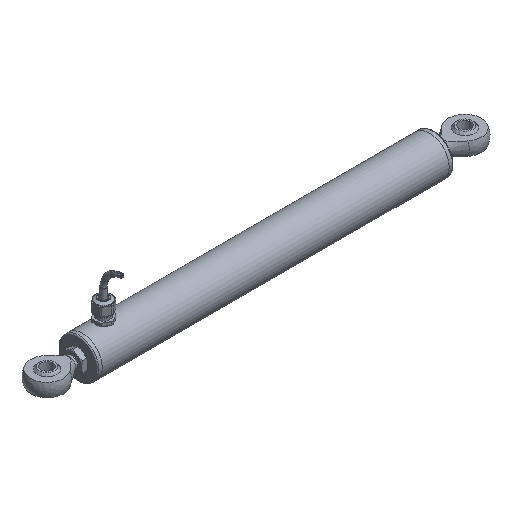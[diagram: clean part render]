
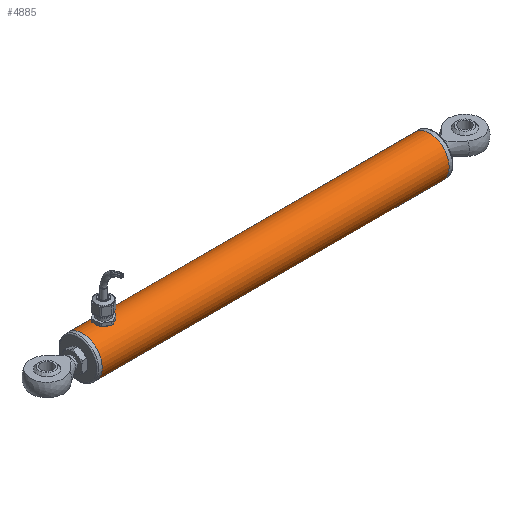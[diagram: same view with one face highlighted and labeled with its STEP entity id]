
A CAD part, isometric view. The second image highlights one B-rep face of the part: STEP entity #4885.
In plain terms, the highlighted cylindrical face has radius 13.335 mm (diameter 26.67 mm), a full revolution.
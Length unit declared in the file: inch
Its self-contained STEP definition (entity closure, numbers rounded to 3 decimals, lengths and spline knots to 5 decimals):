
#110 = DIRECTION ( 'NONE',  ( -1., 0., 0. ) ) ;
#202 = VERTEX_POINT ( 'NONE', #6936 ) ;
#248 = CARTESIAN_POINT ( 'NONE',  ( -3.95389, 0.13298, 0.50788 ) ) ;
#302 = DIRECTION ( 'NONE',  ( 0., -1., 0. ) ) ;
#370 = CARTESIAN_POINT ( 'NONE',  ( -4.0065, 0.1295, 0.50878 ) ) ;
#495 = CARTESIAN_POINT ( 'NONE',  ( -4.03096, -0.12025, 0.51106 ) ) ;
#558 = CARTESIAN_POINT ( 'NONE',  ( -3.85457, -0.06749, 0.5209 ) ) ;
#1258 = EDGE_LOOP ( 'NONE', ( #4419 ) ) ;
#1313 = CARTESIAN_POINT ( 'NONE',  ( -3.912, -0.12023, 0.51106 ) ) ;
#1433 = CARTESIAN_POINT ( 'NONE',  ( -4.03883, 0.11602, 0.51204 ) ) ;
#1503 = CARTESIAN_POINT ( 'NONE',  ( -4.07858, 0.08221, 0.51868 ) ) ;
#1629 = CIRCLE ( 'NONE', #3292, 0.525 ) ;
#2175 = CARTESIAN_POINT ( 'NONE',  ( -3.85125, 0.05945, 0.52169 ) ) ;
#2184 = DIRECTION ( 'NONE',  ( 1., 0., 0. ) ) ;
#2243 = CARTESIAN_POINT ( 'NONE',  ( -4.5315, 0., 0. ) ) ;
#2300 = CARTESIAN_POINT ( 'NONE',  ( -4.09853, 0.04312, 0.52329 ) ) ;
#2360 = CARTESIAN_POINT ( 'NONE',  ( -4.05316, -0.10643, 0.51412 ) ) ;
#2410 = CARTESIAN_POINT ( 'NONE',  ( -4.10449, 0.01756, 0.52478 ) ) ;
#2476 = CARTESIAN_POINT ( 'NONE',  ( -3.92815, -0.12695, 0.50943 ) ) ;
#2561 = EDGE_CURVE ( 'NONE', #202, #202, #1629, .T. ) ;
#2896 = CIRCLE ( 'NONE', #3717, 0.525 ) ;
#3012 = CARTESIAN_POINT ( 'NONE',  ( -3.87071, 0.08851, 0.51752 ) ) ;
#3046 = EDGE_LOOP ( 'NONE', ( #10436 ) ) ;
#3145 = CARTESIAN_POINT ( 'NONE',  ( -3.86518, 0.0818, 0.51864 ) ) ;
#3171 = CYLINDRICAL_SURFACE ( 'NONE', #11725, 0.525 ) ;
#3204 = CARTESIAN_POINT ( 'NONE',  ( -3.83851, -0.01756, 0.52478 ) ) ;
#3292 = AXIS2_PLACEMENT_3D ( 'NONE', #2243, #2184, #9112 ) ;
#3331 = CARTESIAN_POINT ( 'NONE',  ( -4.10103, -0.03489, 0.52391 ) ) ;
#3394 = CARTESIAN_POINT ( 'NONE',  ( -4.06, -0.1008, 0.51527 ) ) ;
#3451 = CARTESIAN_POINT ( 'NONE',  ( -3.96261, -0.13386, 0.50765 ) ) ;
#3511 = CARTESIAN_POINT ( 'NONE',  ( -3.86442, -0.08221, 0.51868 ) ) ;
#3717 = AXIS2_PLACEMENT_3D ( 'NONE', #12065, #110, #302 ) ;
#4200 = CARTESIAN_POINT ( 'NONE',  ( -3.93674, 0.12956, 0.50877 ) ) ;
#4388 = CARTESIAN_POINT ( 'NONE',  ( -3.84447, -0.04311, 0.52329 ) ) ;
#4419 = ORIENTED_EDGE ( 'NONE', *, *, #9011, .T. ) ;
#4440 = CARTESIAN_POINT ( 'NONE',  ( -4.10449, -0.0176, 0.52478 ) ) ;
#4466 = DIRECTION ( 'NONE',  ( 0., -1., 0. ) ) ;
#4504 = CARTESIAN_POINT ( 'NONE',  ( -3.98927, 0.13296, 0.50789 ) ) ;
#4885 = ADVANCED_FACE ( 'NONE', ( #9869, #9125, #7974 ), #3171, .T. ) ;
#5230 = CARTESIAN_POINT ( 'NONE',  ( -4.09175, -0.05945, 0.52169 ) ) ;
#5380 = ORIENTED_EDGE ( 'NONE', *, *, #6534, .T. ) ;
#5411 = CARTESIAN_POINT ( 'NONE',  ( -4.03099, 0.12023, 0.51106 ) ) ;
#5474 = CARTESIAN_POINT ( 'NONE',  ( -4.01485, 0.12695, 0.50943 ) ) ;
#6133 = CARTESIAN_POINT ( 'NONE',  ( -3.84456, 0.04337, 0.52327 ) ) ;
#6271 = CARTESIAN_POINT ( 'NONE',  ( -4.08843, 0.0675, 0.5209 ) ) ;
#6372 = CARTESIAN_POINT ( 'NONE',  ( -3.883, -0.10081, 0.51527 ) ) ;
#6534 = EDGE_CURVE ( 'NONE', #9422, #9422, #2896, .T. ) ;
#6907 = CARTESIAN_POINT ( 'NONE',  ( -3.883, 0.1008, 0.51527 ) ) ;
#6936 = CARTESIAN_POINT ( 'NONE',  ( -4.5315, -0.525, 0. ) ) ;
#6974 = CARTESIAN_POINT ( 'NONE',  ( -3.91203, 0.12024, 0.51106 ) ) ;
#7112 = CARTESIAN_POINT ( 'NONE',  ( -3.85539, 0.06718, 0.52074 ) ) ;
#7233 = CARTESIAN_POINT ( 'NONE',  ( -4.06, 0.10081, 0.51527 ) ) ;
#7353 = CARTESIAN_POINT ( 'NONE',  ( -3.93649, -0.1295, 0.50878 ) ) ;
#7407 = CARTESIAN_POINT ( 'NONE',  ( -3.9891, -0.13298, 0.50788 ) ) ;
#7471 = CARTESIAN_POINT ( 'NONE',  ( -4.10107, 0.03475, 0.52392 ) ) ;
#7641 = B_SPLINE_CURVE_WITH_KNOTS ( 'NONE', 3,
 ( #8070, #11881, #248, #4200, #9788, #6974, #9920, #11822, #6907, #3012, #3145, #7112, #2175, #6133, #10047, #8135, #10826, #12077, #3204, #9230, #4388, #558, #3511, #6372, #8387, #10301, #1313, #2476, #7353, #8253, #3451, #12331, #7407, #11296, #10116, #495, #9285, #2360, #3394, #12267, #12198, #9174, #5230, #11162, #3331, #4440, #12134, #10239, #2410, #7471, #2300, #6271, #1503, #7233, #10182, #1433, #5411, #5474, #370, #4504, #9344, #11358 ),
 .UNSPECIFIED., .T., .F.,
 ( 4, 2, 2, 2, 2, 2, 2, 2, 2, 2, 2, 2, 2, 2, 2, 2, 2, 2, 2, 2, 2, 2, 2, 2, 2, 2, 2, 2, 2, 2, 4 ),
 ( 0., 0.00067, 0.00133, 0.002, 0.00267, 0.00333, 0.004, 0.00467, 0.00534, 0.006, 0.00667, 0.008, 0.00867, 0.00934, 0.01, 0.01067, 0.01134, 0.012, 0.01267, 0.01334, 0.01401, 0.01467, 0.01534, 0.01601, 0.01667, 0.01734, 0.01867, 0.01934, 0.02001, 0.02067, 0.02134 ),
 .UNSPECIFIED. ) ;
#7974 = FACE_BOUND ( 'NONE', #1258, .T. ) ;
#8070 = CARTESIAN_POINT ( 'NONE',  ( -3.9715, 0.13386, 0.50765 ) ) ;
#8135 = CARTESIAN_POINT ( 'NONE',  ( -3.83851, 0.0176, 0.52478 ) ) ;
#8253 = CARTESIAN_POINT ( 'NONE',  ( -3.95372, -0.13296, 0.50789 ) ) ;
#8347 = DIRECTION ( 'NONE',  ( -1., 0., 0. ) ) ;
#8387 = CARTESIAN_POINT ( 'NONE',  ( -3.88971, -0.10632, 0.51414 ) ) ;
#8406 = CARTESIAN_POINT ( 'NONE',  ( 4.7185, 0., 0. ) ) ;
#9011 = EDGE_CURVE ( 'NONE', #12724, #12724, #7641, .T. ) ;
#9112 = DIRECTION ( 'NONE',  ( 0., -1., 0. ) ) ;
#9125 = FACE_OUTER_BOUND ( 'NONE', #3046, .T. ) ;
#9174 = CARTESIAN_POINT ( 'NONE',  ( -4.08761, -0.06719, 0.52074 ) ) ;
#9230 = CARTESIAN_POINT ( 'NONE',  ( -3.84193, -0.03475, 0.52392 ) ) ;
#9285 = CARTESIAN_POINT ( 'NONE',  ( -4.03864, -0.11613, 0.51202 ) ) ;
#9344 = CARTESIAN_POINT ( 'NONE',  ( -3.98038, 0.13386, 0.50765 ) ) ;
#9409 = EDGE_LOOP ( 'NONE', ( #5380 ) ) ;
#9422 = VERTEX_POINT ( 'NONE', #11388 ) ;
#9788 = CARTESIAN_POINT ( 'NONE',  ( -3.92822, 0.12697, 0.50943 ) ) ;
#9802 = CARTESIAN_POINT ( 'NONE',  ( -3.9715, 0.13386, 0.50765 ) ) ;
#9869 = FACE_OUTER_BOUND ( 'NONE', #9409, .T. ) ;
#9920 = CARTESIAN_POINT ( 'NONE',  ( -3.90436, 0.11613, 0.51202 ) ) ;
#10047 = CARTESIAN_POINT ( 'NONE',  ( -3.84197, 0.03489, 0.52391 ) ) ;
#10116 = CARTESIAN_POINT ( 'NONE',  ( -4.01477, -0.12697, 0.50943 ) ) ;
#10182 = CARTESIAN_POINT ( 'NONE',  ( -4.05328, 0.10633, 0.51414 ) ) ;
#10239 = CARTESIAN_POINT ( 'NONE',  ( -4.10537, 0.00865, 0.525 ) ) ;
#10301 = CARTESIAN_POINT ( 'NONE',  ( -3.90417, -0.11602, 0.51204 ) ) ;
#10436 = ORIENTED_EDGE ( 'NONE', *, *, #2561, .T. ) ;
#10826 = CARTESIAN_POINT ( 'NONE',  ( -3.83765, 0.00889, 0.525 ) ) ;
#11162 = CARTESIAN_POINT ( 'NONE',  ( -4.09844, -0.04337, 0.52327 ) ) ;
#11296 = CARTESIAN_POINT ( 'NONE',  ( -4.00625, -0.12956, 0.50876 ) ) ;
#11358 = CARTESIAN_POINT ( 'NONE',  ( -3.9715, 0.13386, 0.50765 ) ) ;
#11388 = CARTESIAN_POINT ( 'NONE',  ( 4.7185, -0.525, 0. ) ) ;
#11725 = AXIS2_PLACEMENT_3D ( 'NONE', #8406, #8347, #4466 ) ;
#11822 = CARTESIAN_POINT ( 'NONE',  ( -3.88984, 0.10642, 0.51412 ) ) ;
#11881 = CARTESIAN_POINT ( 'NONE',  ( -3.96262, 0.13386, 0.50765 ) ) ;
#12065 = CARTESIAN_POINT ( 'NONE',  ( 4.7185, 0., 0. ) ) ;
#12077 = CARTESIAN_POINT ( 'NONE',  ( -3.83763, -0.00865, 0.525 ) ) ;
#12134 = CARTESIAN_POINT ( 'NONE',  ( -4.10535, -0.00889, 0.525 ) ) ;
#12198 = CARTESIAN_POINT ( 'NONE',  ( -4.07782, -0.0818, 0.51864 ) ) ;
#12267 = CARTESIAN_POINT ( 'NONE',  ( -4.07229, -0.08851, 0.51752 ) ) ;
#12331 = CARTESIAN_POINT ( 'NONE',  ( -3.98038, -0.13386, 0.50765 ) ) ;
#12724 = VERTEX_POINT ( 'NONE', #9802 ) ;
